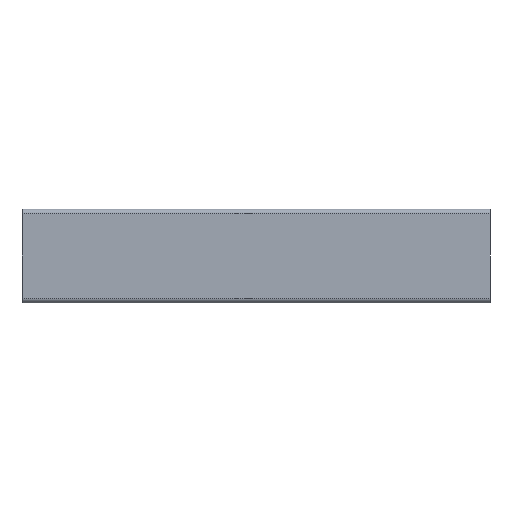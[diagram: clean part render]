
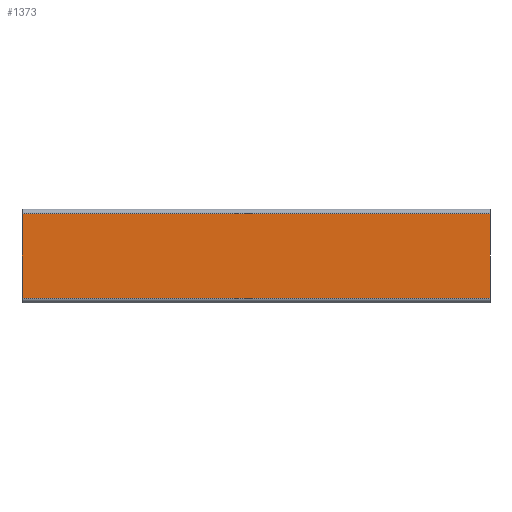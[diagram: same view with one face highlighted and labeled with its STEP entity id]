
A CAD part, left-side view. The second image highlights one B-rep face of the part: STEP entity #1373.
In plain terms, the highlighted face is planar.
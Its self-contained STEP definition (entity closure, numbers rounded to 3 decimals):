
#46 = VECTOR ( 'NONE', #2972, 1000. ) ;
#57 = VECTOR ( 'NONE', #2914, 1000. ) ;
#86 = VECTOR ( 'NONE', #2999, 1000. ) ;
#385 = AXIS2_PLACEMENT_3D ( 'NONE', #2138, #2135, #2137 ) ;
#467 = VECTOR ( 'NONE', #2728, 1000. ) ;
#473 = CARTESIAN_POINT ( 'NONE',  ( 15., -27., -300. ) ) ;
#474 = CARTESIAN_POINT ( 'NONE',  ( 15., 27., -300. ) ) ;
#480 = CARTESIAN_POINT ( 'NONE',  ( 15., -27., 0. ) ) ;
#876 = ORIENTED_EDGE ( 'NONE', *, *, #1133, .T. ) ;
#892 = ORIENTED_EDGE ( 'NONE', *, *, #1431, .T. ) ;
#897 = ORIENTED_EDGE ( 'NONE', *, *, #1123, .F. ) ;
#1101 = EDGE_CURVE ( 'NONE', #1664, #1646, #2898, .T. ) ;
#1123 = EDGE_CURVE ( 'NONE', #1666, #1664, #2960, .T. ) ;
#1133 = EDGE_CURVE ( 'NONE', #1666, #1667, #2987, .T. ) ;
#1373 = ADVANCED_FACE ( 'PLANAR_2', ( #2151 ), #2154, .T. ) ;
#1431 = EDGE_CURVE ( 'NONE', #1667, #1646, #2720, .T. ) ;
#1606 = ORIENTED_EDGE ( 'NONE', *, *, #1101, .F. ) ;
#1646 = VERTEX_POINT ( 'NONE', #2773 ) ;
#1664 = VERTEX_POINT ( 'NONE', #480 ) ;
#1666 = VERTEX_POINT ( 'NONE', #473 ) ;
#1667 = VERTEX_POINT ( 'NONE', #474 ) ;
#1768 = EDGE_LOOP ( 'NONE', ( #1606, #897, #876, #892 ) ) ;
#2135 = DIRECTION ( 'NONE',  ( 1., 0., 0. ) ) ;
#2137 = DIRECTION ( 'NONE',  ( 0., 0., -1. ) ) ;
#2138 = CARTESIAN_POINT ( 'NONE',  ( 15., -27., -300. ) ) ;
#2151 = FACE_OUTER_BOUND ( 'NONE', #1768, .T. ) ;
#2154 = PLANE ( 'NONE',  #385 ) ;
#2720 = LINE ( 'NONE', #2723, #467 ) ;
#2723 = CARTESIAN_POINT ( 'NONE',  ( 15., 27., -300. ) ) ;
#2728 = DIRECTION ( 'NONE',  ( 0., 0., 1. ) ) ;
#2773 = CARTESIAN_POINT ( 'NONE',  ( 15., 27., 0. ) ) ;
#2898 = LINE ( 'NONE', #2912, #57 ) ;
#2912 = CARTESIAN_POINT ( 'NONE',  ( 15., -27., 0. ) ) ;
#2914 = DIRECTION ( 'NONE',  ( 0., 1., 0. ) ) ;
#2960 = LINE ( 'NONE', #2961, #46 ) ;
#2961 = CARTESIAN_POINT ( 'NONE',  ( 15., -27., -300. ) ) ;
#2972 = DIRECTION ( 'NONE',  ( 0., 0., 1. ) ) ;
#2987 = LINE ( 'NONE', #2998, #86 ) ;
#2998 = CARTESIAN_POINT ( 'NONE',  ( 15., -27., -300. ) ) ;
#2999 = DIRECTION ( 'NONE',  ( 0., 1., 0. ) ) ;
